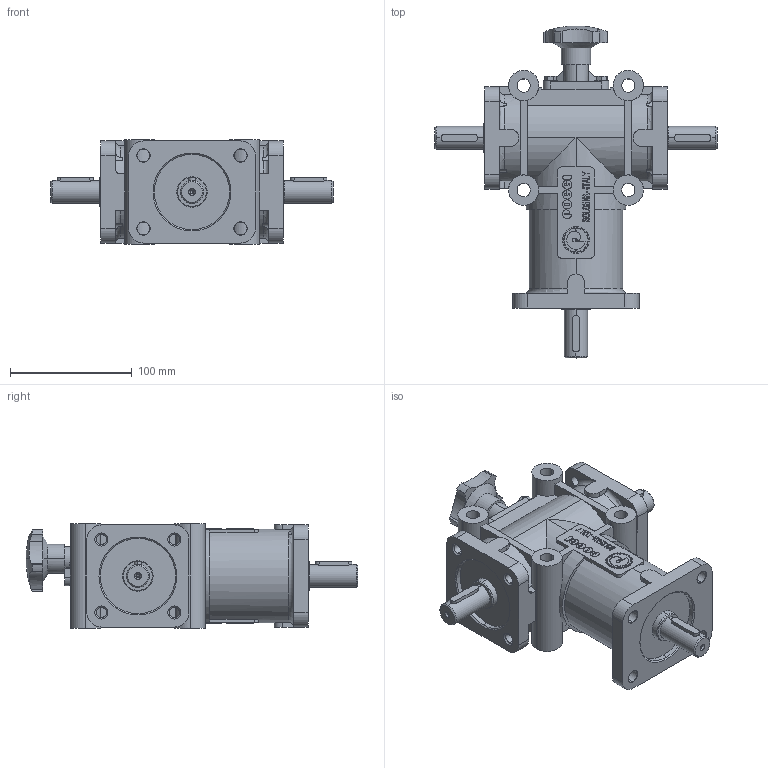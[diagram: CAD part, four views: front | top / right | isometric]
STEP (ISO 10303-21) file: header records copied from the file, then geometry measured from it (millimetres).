
FILE_DESCRIPTION(('STEP AP214'),'1');
FILE_NAME('182023.stp','2017-01-12T13:03:39',('TraceParts'),('TraceParts S.A.'),'Spatial InterOp 3D',' ',' ');
FILE_SCHEMA(('automotive_design'));
Length unit declared in the file: millimetre
Products named in the file (1): 1
Bounding box: 232 x 273 x 86 mm (x, y, z)
Volume: 1517806.6 mm3; surface area: 146762.1 mm2
Topology: 1 solids, 1 shells, 1102 faces, 3041 edges, 2000 vertices
Faces by surface type: plane 507, extrusion 342, cylinder 181, cone 54, torus 16, bspline 2
Entity records: 63094 total; most frequent: CARTESIAN_POINT 27863, ORIENTED_EDGE 6058, DIRECTION 4277, EDGE_CURVE 3029, VERTEX_POINT 2000, VECTOR 1823, LINE 1481, B_SPLINE_CURVE_WITH_KNOTS 1420
